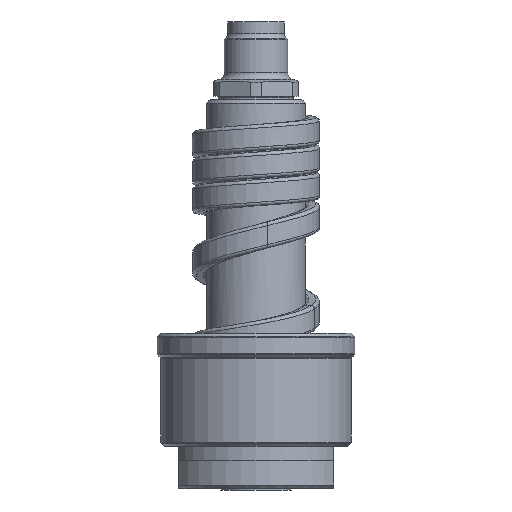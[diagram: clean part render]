
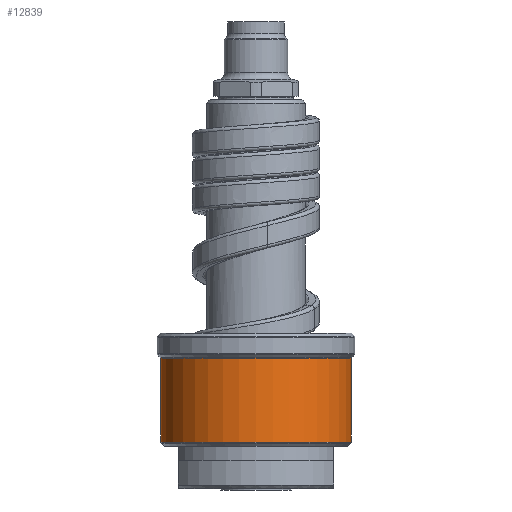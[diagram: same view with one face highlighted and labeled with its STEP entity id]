
A CAD part, front view. The second image highlights one B-rep face of the part: STEP entity #12839.
In plain terms, the highlighted cylindrical face has radius 13.5 mm (diameter 27 mm), a partial arc.
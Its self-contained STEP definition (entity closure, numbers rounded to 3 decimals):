
#4080=CARTESIAN_POINT('',(0.,0.,6.582));
#4081=DIRECTION('',(0.,0.,1.));
#4082=DIRECTION('',(-1.,0.,0.));
#4083=AXIS2_PLACEMENT_3D('',#4080,#4081,#4082);
#4085=DIRECTION('',(0.,0.,-1.));
#4086=VECTOR('',#4085,11.835);
#4087=CARTESIAN_POINT('',(-13.5,0.,18.417));
#4088=LINE('',#4087,#4086);
#4089=CARTESIAN_POINT('',(0.,0.,18.417));
#4090=DIRECTION('',(0.,0.,1.));
#4091=DIRECTION('',(-1.,0.,0.));
#4092=AXIS2_PLACEMENT_3D('',#4089,#4090,#4091);
#4094=DIRECTION('',(0.,0.,-1.));
#4095=VECTOR('',#4094,11.835);
#4096=CARTESIAN_POINT('',(13.5,0.,18.417));
#4097=LINE('',#4096,#4095);
#6133=CARTESIAN_POINT('',(13.5,0.,18.417));
#6134=CARTESIAN_POINT('',(-13.5,0.,18.417));
#6135=VERTEX_POINT('',#6133);
#6136=VERTEX_POINT('',#6134);
#6159=CARTESIAN_POINT('',(13.5,0.,6.582));
#6160=VERTEX_POINT('',#6159);
#6161=CARTESIAN_POINT('',(-13.5,0.,6.582));
#6162=VERTEX_POINT('',#6161);
#12827=CARTESIAN_POINT('',(0.,0.,5.2));
#12828=DIRECTION('',(0.,0.,1.));
#12829=DIRECTION('',(-1.,0.,0.));
#12830=AXIS2_PLACEMENT_3D('',#12827,#12828,#12829);
#12831=CYLINDRICAL_SURFACE('',#12830,13.5);
#12832=ORIENTED_EDGE('',*,*,#12784,.F.);
#12833=ORIENTED_EDGE('',*,*,#12818,.F.);
#12835=ORIENTED_EDGE('',*,*,#12834,.T.);
#12836=ORIENTED_EDGE('',*,*,#12814,.T.);
#12837=EDGE_LOOP('',(#12832,#12833,#12835,#12836));
#12838=FACE_OUTER_BOUND('',#12837,.F.);
#4084=CIRCLE('',#4083,13.5);
#4093=CIRCLE('',#4092,13.5);
#12784=EDGE_CURVE('',#6162,#6160,#4084,.T.);
#12814=EDGE_CURVE('',#6135,#6160,#4097,.T.);
#12818=EDGE_CURVE('',#6136,#6162,#4088,.T.);
#12834=EDGE_CURVE('',#6136,#6135,#4093,.T.);
#12839=ADVANCED_FACE('',(#12838),#12831,.T.);
